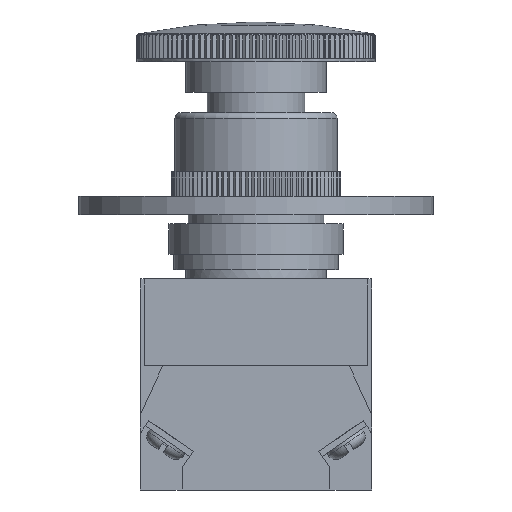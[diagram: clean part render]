
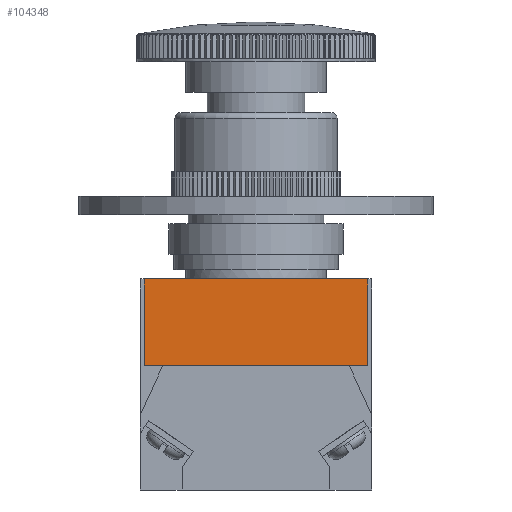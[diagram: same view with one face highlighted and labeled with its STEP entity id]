
A CAD part, left-side view. The second image highlights one B-rep face of the part: STEP entity #104348.
In plain terms, the highlighted planar face has unit normal (-1, 0, 0).
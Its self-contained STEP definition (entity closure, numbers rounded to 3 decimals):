
#103153 = PLANE('',#103154);
#103154 = AXIS2_PLACEMENT_3D('',#103155,#103156,#103157);
#103155 = CARTESIAN_POINT('',(5.5,18.25,34.5));
#103156 = DIRECTION('',(0.,0.,-1.));
#103157 = DIRECTION('',(-1.,0.,0.));
#103508 = VERTEX_POINT('',#103509);
#103509 = CARTESIAN_POINT('',(-15.2,18.25,34.5));
#103523 = PLANE('',#103524);
#103524 = AXIS2_PLACEMENT_3D('',#103525,#103526,#103527);
#103525 = CARTESIAN_POINT('',(-15.2,18.25,20.3));
#103526 = DIRECTION('',(0.,1.,0.));
#103527 = DIRECTION('',(0.,0.,1.));
#103535 = EDGE_CURVE('',#103536,#103508,#103538,.T.);
#103536 = VERTEX_POINT('',#103537);
#103537 = CARTESIAN_POINT('',(-15.2,-18.25,34.5));
#103538 = SURFACE_CURVE('',#103539,(#103543,#103550),.PCURVE_S1.);
#103539 = LINE('',#103540,#103541);
#103540 = CARTESIAN_POINT('',(-15.2,-18.25,34.5));
#103541 = VECTOR('',#103542,1.);
#103542 = DIRECTION('',(0.,1.,0.));
#103543 = PCURVE('',#103153,#103544);
#103544 = DEFINITIONAL_REPRESENTATION('',(#103545),#103549);
#103545 = LINE('',#103546,#103547);
#103546 = CARTESIAN_POINT('',(20.7,-36.5));
#103547 = VECTOR('',#103548,1.);
#103548 = DIRECTION('',(0.,1.));
#103549 = ( GEOMETRIC_REPRESENTATION_CONTEXT(2) 
PARAMETRIC_REPRESENTATION_CONTEXT() REPRESENTATION_CONTEXT('2D SPACE',''
  ) );
#103550 = PCURVE('',#103551,#103556);
#103551 = PLANE('',#103552);
#103552 = AXIS2_PLACEMENT_3D('',#103553,#103554,#103555);
#103553 = CARTESIAN_POINT('',(-15.2,-18.25,20.3));
#103554 = DIRECTION('',(1.,0.,0.));
#103555 = DIRECTION('',(0.,0.,1.));
#103556 = DEFINITIONAL_REPRESENTATION('',(#103557),#103561);
#103557 = LINE('',#103558,#103559);
#103558 = CARTESIAN_POINT('',(14.2,0.));
#103559 = VECTOR('',#103560,1.);
#103560 = DIRECTION('',(0.,-1.));
#103561 = ( GEOMETRIC_REPRESENTATION_CONTEXT(2) 
PARAMETRIC_REPRESENTATION_CONTEXT() REPRESENTATION_CONTEXT('2D SPACE',''
  ) );
#103579 = PLANE('',#103580);
#103580 = AXIS2_PLACEMENT_3D('',#103581,#103582,#103583);
#103581 = CARTESIAN_POINT('',(-15.2,-18.25,20.3));
#103582 = DIRECTION('',(0.,1.,0.));
#103583 = DIRECTION('',(0.,0.,1.));
#104222 = PLANE('',#104223);
#104223 = AXIS2_PLACEMENT_3D('',#104224,#104225,#104226);
#104224 = CARTESIAN_POINT('',(-15.2,-18.25,20.3));
#104225 = DIRECTION('',(0.,0.,1.));
#104226 = DIRECTION('',(1.,0.,0.));
#104304 = VERTEX_POINT('',#104305);
#104305 = CARTESIAN_POINT('',(-15.2,18.25,20.3));
#104326 = EDGE_CURVE('',#104304,#103508,#104327,.T.);
#104327 = SURFACE_CURVE('',#104328,(#104332,#104339),.PCURVE_S1.);
#104328 = LINE('',#104329,#104330);
#104329 = CARTESIAN_POINT('',(-15.2,18.25,20.3));
#104330 = VECTOR('',#104331,1.);
#104331 = DIRECTION('',(0.,0.,1.));
#104332 = PCURVE('',#103523,#104333);
#104333 = DEFINITIONAL_REPRESENTATION('',(#104334),#104338);
#104334 = LINE('',#104335,#104336);
#104335 = CARTESIAN_POINT('',(0.,0.));
#104336 = VECTOR('',#104337,1.);
#104337 = DIRECTION('',(1.,0.));
#104338 = ( GEOMETRIC_REPRESENTATION_CONTEXT(2) 
PARAMETRIC_REPRESENTATION_CONTEXT() REPRESENTATION_CONTEXT('2D SPACE',''
  ) );
#104339 = PCURVE('',#103551,#104340);
#104340 = DEFINITIONAL_REPRESENTATION('',(#104341),#104345);
#104341 = LINE('',#104342,#104343);
#104342 = CARTESIAN_POINT('',(0.,-36.5));
#104343 = VECTOR('',#104344,1.);
#104344 = DIRECTION('',(1.,0.));
#104345 = ( GEOMETRIC_REPRESENTATION_CONTEXT(2) 
PARAMETRIC_REPRESENTATION_CONTEXT() REPRESENTATION_CONTEXT('2D SPACE',''
  ) );
#104348 = ADVANCED_FACE('',(#104349),#103551,.F.);
#104349 = FACE_BOUND('',#104350,.F.);
#104350 = EDGE_LOOP('',(#104351,#104374,#104395,#104396));
#104351 = ORIENTED_EDGE('',*,*,#104352,.F.);
#104352 = EDGE_CURVE('',#104353,#103536,#104355,.T.);
#104353 = VERTEX_POINT('',#104354);
#104354 = CARTESIAN_POINT('',(-15.2,-18.25,20.3));
#104355 = SURFACE_CURVE('',#104356,(#104360,#104367),.PCURVE_S1.);
#104356 = LINE('',#104357,#104358);
#104357 = CARTESIAN_POINT('',(-15.2,-18.25,20.3));
#104358 = VECTOR('',#104359,1.);
#104359 = DIRECTION('',(0.,0.,1.));
#104360 = PCURVE('',#103551,#104361);
#104361 = DEFINITIONAL_REPRESENTATION('',(#104362),#104366);
#104362 = LINE('',#104363,#104364);
#104363 = CARTESIAN_POINT('',(0.,0.));
#104364 = VECTOR('',#104365,1.);
#104365 = DIRECTION('',(1.,0.));
#104366 = ( GEOMETRIC_REPRESENTATION_CONTEXT(2) 
PARAMETRIC_REPRESENTATION_CONTEXT() REPRESENTATION_CONTEXT('2D SPACE',''
  ) );
#104367 = PCURVE('',#103579,#104368);
#104368 = DEFINITIONAL_REPRESENTATION('',(#104369),#104373);
#104369 = LINE('',#104370,#104371);
#104370 = CARTESIAN_POINT('',(0.,0.));
#104371 = VECTOR('',#104372,1.);
#104372 = DIRECTION('',(1.,0.));
#104373 = ( GEOMETRIC_REPRESENTATION_CONTEXT(2) 
PARAMETRIC_REPRESENTATION_CONTEXT() REPRESENTATION_CONTEXT('2D SPACE',''
  ) );
#104374 = ORIENTED_EDGE('',*,*,#104375,.T.);
#104375 = EDGE_CURVE('',#104353,#104304,#104376,.T.);
#104376 = SURFACE_CURVE('',#104377,(#104381,#104388),.PCURVE_S1.);
#104377 = LINE('',#104378,#104379);
#104378 = CARTESIAN_POINT('',(-15.2,-18.25,20.3));
#104379 = VECTOR('',#104380,1.);
#104380 = DIRECTION('',(0.,1.,0.));
#104381 = PCURVE('',#103551,#104382);
#104382 = DEFINITIONAL_REPRESENTATION('',(#104383),#104387);
#104383 = LINE('',#104384,#104385);
#104384 = CARTESIAN_POINT('',(0.,0.));
#104385 = VECTOR('',#104386,1.);
#104386 = DIRECTION('',(0.,-1.));
#104387 = ( GEOMETRIC_REPRESENTATION_CONTEXT(2) 
PARAMETRIC_REPRESENTATION_CONTEXT() REPRESENTATION_CONTEXT('2D SPACE',''
  ) );
#104388 = PCURVE('',#104222,#104389);
#104389 = DEFINITIONAL_REPRESENTATION('',(#104390),#104394);
#104390 = LINE('',#104391,#104392);
#104391 = CARTESIAN_POINT('',(0.,0.));
#104392 = VECTOR('',#104393,1.);
#104393 = DIRECTION('',(0.,1.));
#104394 = ( GEOMETRIC_REPRESENTATION_CONTEXT(2) 
PARAMETRIC_REPRESENTATION_CONTEXT() REPRESENTATION_CONTEXT('2D SPACE',''
  ) );
#104395 = ORIENTED_EDGE('',*,*,#104326,.T.);
#104396 = ORIENTED_EDGE('',*,*,#103535,.F.);
